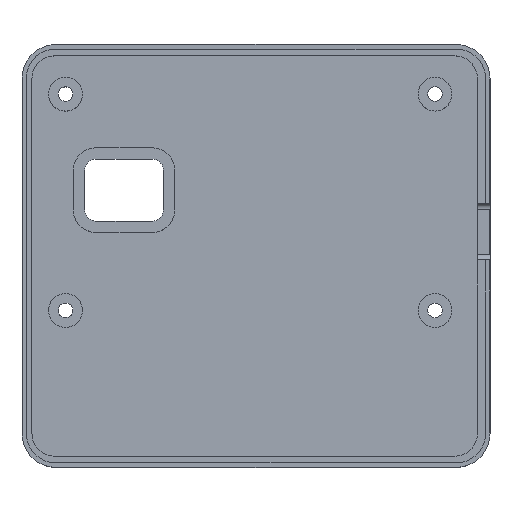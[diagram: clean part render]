
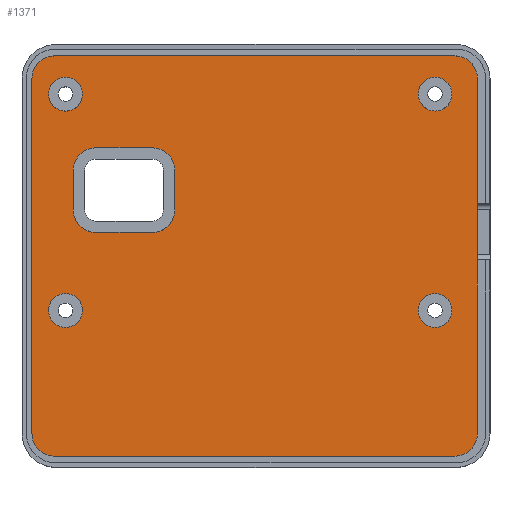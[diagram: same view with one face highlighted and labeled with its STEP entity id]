
A CAD part, top view. The second image highlights one B-rep face of the part: STEP entity #1371.
In plain terms, the highlighted planar face has unit normal (0, 0, 1).
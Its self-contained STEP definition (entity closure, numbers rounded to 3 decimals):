
#641 = VERTEX_POINT('',#642);
#642 = CARTESIAN_POINT('',(39.548,31.024,2.));
#648 = EDGE_CURVE('',#641,#649,#651,.T.);
#649 = VERTEX_POINT('',#650);
#650 = CARTESIAN_POINT('',(39.548,-31.976,2.));
#651 = LINE('',#652,#653);
#652 = CARTESIAN_POINT('',(39.548,-16.222,2.));
#653 = VECTOR('',#654,1.);
#654 = DIRECTION('',(0.,-1.,0.));
#1350 = EDGE_CURVE('',#1351,#641,#1353,.T.);
#1351 = VERTEX_POINT('',#1352);
#1352 = CARTESIAN_POINT('',(35.548,35.024,2.));
#1353 = CIRCLE('',#1354,4.);
#1354 = AXIS2_PLACEMENT_3D('',#1355,#1356,#1357);
#1355 = CARTESIAN_POINT('',(35.548,31.024,2.));
#1356 = DIRECTION('',(0.,0.,-1.));
#1357 = DIRECTION('',(1.,0.,0.));
#1371 = ADVANCED_FACE('',(#1372,#1425,#1436,#1447,#1517,#1528),#1539,.T.
  );
#1372 = FACE_BOUND('',#1373,.T.);
#1373 = EDGE_LOOP('',(#1374,#1382,#1391,#1399,#1408,#1416,#1423,#1424));
#1374 = ORIENTED_EDGE('',*,*,#1375,.F.);
#1375 = EDGE_CURVE('',#1376,#1351,#1378,.T.);
#1376 = VERTEX_POINT('',#1377);
#1377 = CARTESIAN_POINT('',(-35.452,35.024,2.));
#1378 = LINE('',#1379,#1380);
#1379 = CARTESIAN_POINT('',(17.92,35.024,2.));
#1380 = VECTOR('',#1381,1.);
#1381 = DIRECTION('',(1.,0.,0.));
#1382 = ORIENTED_EDGE('',*,*,#1383,.F.);
#1383 = EDGE_CURVE('',#1384,#1376,#1386,.T.);
#1384 = VERTEX_POINT('',#1385);
#1385 = CARTESIAN_POINT('',(-39.452,31.024,2.));
#1386 = CIRCLE('',#1387,4.);
#1387 = AXIS2_PLACEMENT_3D('',#1388,#1389,#1390);
#1388 = CARTESIAN_POINT('',(-35.452,31.024,2.));
#1389 = DIRECTION('',(0.,0.,-1.));
#1390 = DIRECTION('',(1.,0.,0.));
#1391 = ORIENTED_EDGE('',*,*,#1392,.F.);
#1392 = EDGE_CURVE('',#1393,#1384,#1395,.T.);
#1393 = VERTEX_POINT('',#1394);
#1394 = CARTESIAN_POINT('',(-39.452,-31.976,2.));
#1395 = LINE('',#1396,#1397);
#1396 = CARTESIAN_POINT('',(-39.452,15.278,2.));
#1397 = VECTOR('',#1398,1.);
#1398 = DIRECTION('',(0.,1.,0.));
#1399 = ORIENTED_EDGE('',*,*,#1400,.F.);
#1400 = EDGE_CURVE('',#1401,#1393,#1403,.T.);
#1401 = VERTEX_POINT('',#1402);
#1402 = CARTESIAN_POINT('',(-35.452,-35.976,2.));
#1403 = CIRCLE('',#1404,4.);
#1404 = AXIS2_PLACEMENT_3D('',#1405,#1406,#1407);
#1405 = CARTESIAN_POINT('',(-35.452,-31.976,2.));
#1406 = DIRECTION('',(0.,0.,-1.));
#1407 = DIRECTION('',(1.,0.,0.));
#1408 = ORIENTED_EDGE('',*,*,#1409,.F.);
#1409 = EDGE_CURVE('',#1410,#1401,#1412,.T.);
#1410 = VERTEX_POINT('',#1411);
#1411 = CARTESIAN_POINT('',(35.548,-35.976,2.));
#1412 = LINE('',#1413,#1414);
#1413 = CARTESIAN_POINT('',(-17.58,-35.976,2.));
#1414 = VECTOR('',#1415,1.);
#1415 = DIRECTION('',(-1.,0.,0.));
#1416 = ORIENTED_EDGE('',*,*,#1417,.F.);
#1417 = EDGE_CURVE('',#649,#1410,#1418,.T.);
#1418 = CIRCLE('',#1419,4.);
#1419 = AXIS2_PLACEMENT_3D('',#1420,#1421,#1422);
#1420 = CARTESIAN_POINT('',(35.548,-31.976,2.));
#1421 = DIRECTION('',(0.,0.,-1.));
#1422 = DIRECTION('',(1.,0.,0.));
#1423 = ORIENTED_EDGE('',*,*,#648,.F.);
#1424 = ORIENTED_EDGE('',*,*,#1350,.F.);
#1425 = FACE_BOUND('',#1426,.T.);
#1426 = EDGE_LOOP('',(#1427));
#1427 = ORIENTED_EDGE('',*,*,#1428,.T.);
#1428 = EDGE_CURVE('',#1429,#1429,#1431,.T.);
#1429 = VERTEX_POINT('',#1430);
#1430 = CARTESIAN_POINT('',(-30.483,-10.12,2.));
#1431 = CIRCLE('',#1432,3.);
#1432 = AXIS2_PLACEMENT_3D('',#1433,#1434,#1435);
#1433 = CARTESIAN_POINT('',(-33.483,-10.12,2.));
#1434 = DIRECTION('',(0.,0.,-1.));
#1435 = DIRECTION('',(1.,0.,0.));
#1436 = FACE_BOUND('',#1437,.T.);
#1437 = EDGE_LOOP('',(#1438));
#1438 = ORIENTED_EDGE('',*,*,#1439,.T.);
#1439 = EDGE_CURVE('',#1440,#1440,#1442,.T.);
#1440 = VERTEX_POINT('',#1441);
#1441 = CARTESIAN_POINT('',(35.049,-10.12,2.));
#1442 = CIRCLE('',#1443,3.);
#1443 = AXIS2_PLACEMENT_3D('',#1444,#1445,#1446);
#1444 = CARTESIAN_POINT('',(32.049,-10.12,2.));
#1445 = DIRECTION('',(0.,0.,-1.));
#1446 = DIRECTION('',(1.,0.,0.));
#1447 = FACE_BOUND('',#1448,.T.);
#1448 = EDGE_LOOP('',(#1449,#1460,#1468,#1477,#1485,#1494,#1502,#1511));
#1449 = ORIENTED_EDGE('',*,*,#1450,.T.);
#1450 = EDGE_CURVE('',#1451,#1453,#1455,.T.);
#1451 = VERTEX_POINT('',#1452);
#1452 = CARTESIAN_POINT('',(-32.113,14.709,2.));
#1453 = VERTEX_POINT('',#1454);
#1454 = CARTESIAN_POINT('',(-28.113,18.712,2.));
#1455 = CIRCLE('',#1456,4.);
#1456 = AXIS2_PLACEMENT_3D('',#1457,#1458,#1459);
#1457 = CARTESIAN_POINT('',(-28.113,14.712,2.));
#1458 = DIRECTION('',(0.,0.,-1.));
#1459 = DIRECTION('',(1.,0.,0.));
#1460 = ORIENTED_EDGE('',*,*,#1461,.T.);
#1461 = EDGE_CURVE('',#1453,#1462,#1464,.T.);
#1462 = VERTEX_POINT('',#1463);
#1463 = CARTESIAN_POINT('',(-18.113,18.713,2.));
#1464 = LINE('',#1465,#1466);
#1465 = CARTESIAN_POINT('',(-8.912,18.714,2.));
#1466 = VECTOR('',#1467,1.);
#1467 = DIRECTION('',(1.,0.,0.));
#1468 = ORIENTED_EDGE('',*,*,#1469,.T.);
#1469 = EDGE_CURVE('',#1462,#1470,#1472,.T.);
#1470 = VERTEX_POINT('',#1471);
#1471 = CARTESIAN_POINT('',(-14.109,14.706,2.));
#1472 = CIRCLE('',#1473,4.004);
#1473 = AXIS2_PLACEMENT_3D('',#1474,#1475,#1476);
#1474 = CARTESIAN_POINT('',(-18.113,14.709,2.));
#1475 = DIRECTION('',(0.,0.,-1.));
#1476 = DIRECTION('',(1.,0.,0.));
#1477 = ORIENTED_EDGE('',*,*,#1478,.T.);
#1478 = EDGE_CURVE('',#1470,#1479,#1481,.T.);
#1479 = VERTEX_POINT('',#1480);
#1480 = CARTESIAN_POINT('',(-14.113,7.709,2.));
#1481 = LINE('',#1482,#1483);
#1482 = CARTESIAN_POINT('',(-14.116,3.626,2.));
#1483 = VECTOR('',#1484,1.);
#1484 = DIRECTION('',(-0.001,-1.,0.));
#1485 = ORIENTED_EDGE('',*,*,#1486,.T.);
#1486 = EDGE_CURVE('',#1479,#1487,#1489,.T.);
#1487 = VERTEX_POINT('',#1488);
#1488 = CARTESIAN_POINT('',(-18.113,3.713,2.));
#1489 = CIRCLE('',#1490,3.999);
#1490 = AXIS2_PLACEMENT_3D('',#1491,#1492,#1493);
#1491 = CARTESIAN_POINT('',(-18.112,7.712,2.));
#1492 = DIRECTION('',(0.,0.,-1.));
#1493 = DIRECTION('',(1.,0.,0.));
#1494 = ORIENTED_EDGE('',*,*,#1495,.T.);
#1495 = EDGE_CURVE('',#1487,#1496,#1498,.T.);
#1496 = VERTEX_POINT('',#1497);
#1497 = CARTESIAN_POINT('',(-28.113,3.715,2.));
#1498 = LINE('',#1499,#1500);
#1499 = CARTESIAN_POINT('',(-13.91,3.712,2.));
#1500 = VECTOR('',#1501,1.);
#1501 = DIRECTION('',(-1.,0.,0.));
#1502 = ORIENTED_EDGE('',*,*,#1503,.T.);
#1503 = EDGE_CURVE('',#1496,#1504,#1506,.T.);
#1504 = VERTEX_POINT('',#1505);
#1505 = CARTESIAN_POINT('',(-32.109,7.709,2.));
#1506 = CIRCLE('',#1507,3.996);
#1507 = AXIS2_PLACEMENT_3D('',#1508,#1509,#1510);
#1508 = CARTESIAN_POINT('',(-28.112,7.712,2.));
#1509 = DIRECTION('',(0.,0.,-1.));
#1510 = DIRECTION('',(1.,0.,0.));
#1511 = ORIENTED_EDGE('',*,*,#1512,.T.);
#1512 = EDGE_CURVE('',#1504,#1451,#1513,.T.);
#1513 = LINE('',#1514,#1515);
#1514 = CARTESIAN_POINT('',(-32.108,7.111,2.));
#1515 = VECTOR('',#1516,1.);
#1516 = DIRECTION('',(-0.001,1.,0.));
#1517 = FACE_BOUND('',#1518,.T.);
#1518 = EDGE_LOOP('',(#1519));
#1519 = ORIENTED_EDGE('',*,*,#1520,.T.);
#1520 = EDGE_CURVE('',#1521,#1521,#1523,.T.);
#1521 = VERTEX_POINT('',#1522);
#1522 = CARTESIAN_POINT('',(-30.483,28.233,2.));
#1523 = CIRCLE('',#1524,3.);
#1524 = AXIS2_PLACEMENT_3D('',#1525,#1526,#1527);
#1525 = CARTESIAN_POINT('',(-33.483,28.233,2.));
#1526 = DIRECTION('',(0.,0.,-1.));
#1527 = DIRECTION('',(1.,0.,0.));
#1528 = FACE_BOUND('',#1529,.T.);
#1529 = EDGE_LOOP('',(#1530));
#1530 = ORIENTED_EDGE('',*,*,#1531,.T.);
#1531 = EDGE_CURVE('',#1532,#1532,#1534,.T.);
#1532 = VERTEX_POINT('',#1533);
#1533 = CARTESIAN_POINT('',(35.049,28.234,2.));
#1534 = CIRCLE('',#1535,3.);
#1535 = AXIS2_PLACEMENT_3D('',#1536,#1537,#1538);
#1536 = CARTESIAN_POINT('',(32.049,28.234,2.));
#1537 = DIRECTION('',(0.,0.,-1.));
#1538 = DIRECTION('',(1.,0.,0.));
#1539 = PLANE('',#1540);
#1540 = AXIS2_PLACEMENT_3D('',#1541,#1542,#1543);
#1541 = CARTESIAN_POINT('',(0.291,-0.467,2.));
#1542 = DIRECTION('',(0.,0.,1.));
#1543 = DIRECTION('',(1.,0.,0.));
